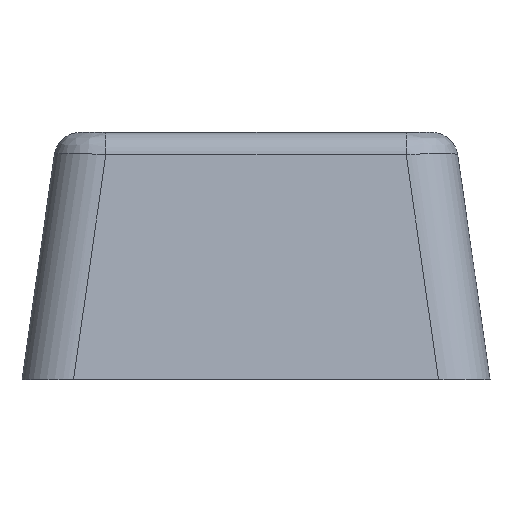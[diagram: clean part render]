
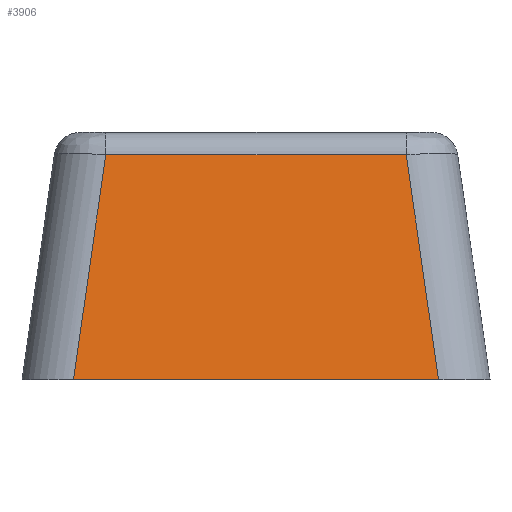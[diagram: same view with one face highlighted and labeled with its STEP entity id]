
A CAD part, left-side view. The second image highlights one B-rep face of the part: STEP entity #3906.
In plain terms, the highlighted planar face has unit normal (-0.99, 0, 0.142).
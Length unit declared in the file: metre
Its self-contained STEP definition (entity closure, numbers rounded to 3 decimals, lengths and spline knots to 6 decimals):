
#393=ORIENTED_EDGE('',*,*,#1555,.T.);
#394=ORIENTED_EDGE('',*,*,#1569,.T.);
#395=ORIENTED_EDGE('',*,*,#1570,.T.);
#396=ORIENTED_EDGE('',*,*,#1571,.T.);
#1555=EDGE_CURVE('',#2144,#2143,#2483,.T.);
#1569=EDGE_CURVE('',#2143,#2157,#2490,.T.);
#1570=EDGE_CURVE('',#2157,#2158,#2491,.F.);
#1571=EDGE_CURVE('',#2158,#2144,#2492,.F.);
#2143=VERTEX_POINT('',#5716);
#2144=VERTEX_POINT('',#5718);
#2157=VERTEX_POINT('',#5746);
#2158=VERTEX_POINT('',#5748);
#2483=LINE('',#5717,#2937);
#2490=LINE('',#5745,#2944);
#2491=LINE('',#5747,#2945);
#2492=LINE('',#5749,#2946);
#2937=VECTOR('',#4552,1.);
#2944=VECTOR('',#4575,1.);
#2945=VECTOR('',#4576,1.);
#2946=VECTOR('',#4577,1.);
#3295=EDGE_LOOP('',(#393,#394,#395,#396));
#3533=FACE_BOUND('',#3295,.T.);
#3756=PLANE('',#4169);
#3906=ADVANCED_FACE('',(#3533),#3756,.T.);
#4169=AXIS2_PLACEMENT_3D('',#5744,#4573,#4574);
#4552=DIRECTION('',(0.,-1.,0.));
#4573=DIRECTION('',(-0.99,0.,0.142));
#4574=DIRECTION('',(0.142,0.,0.99));
#4575=DIRECTION('',(0.141,0.141,0.98));
#4576=DIRECTION('',(0.,-1.,0.));
#4577=DIRECTION('',(0.141,-0.141,0.98));
#5716=CARTESIAN_POINT('',(0.1905,-0.03602,0.));
#5717=CARTESIAN_POINT('',(0.1905,-0.029,0.));
#5718=CARTESIAN_POINT('',(0.1905,-0.02198,0.));
#5744=CARTESIAN_POINT('',(0.1905,-0.038,0.));
#5745=CARTESIAN_POINT('',(0.190461,-0.03606,-0.000273));
#5746=CARTESIAN_POINT('',(0.191743,-0.034777,0.008642));
#5747=CARTESIAN_POINT('',(0.191743,-0.038,0.008642));
#5748=CARTESIAN_POINT('',(0.191743,-0.023223,0.008642));
#5749=CARTESIAN_POINT('',(0.190818,-0.022298,0.002213));
